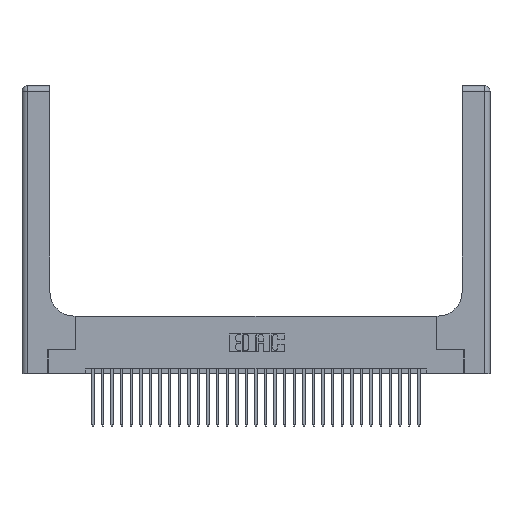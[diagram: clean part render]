
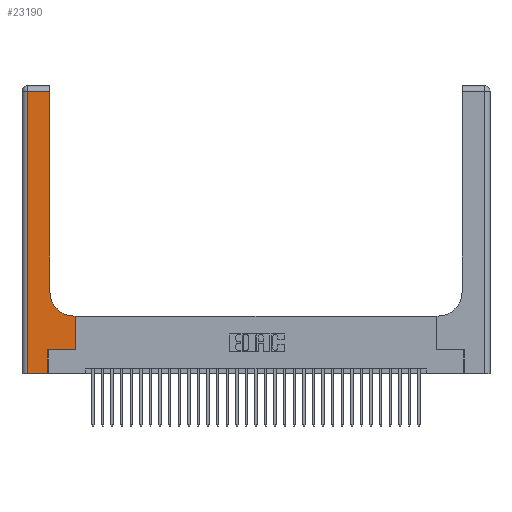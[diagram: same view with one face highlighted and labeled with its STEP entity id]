
A CAD part, top view. The second image highlights one B-rep face of the part: STEP entity #23190.
In plain terms, the highlighted planar face has unit normal (0, 0, 1).
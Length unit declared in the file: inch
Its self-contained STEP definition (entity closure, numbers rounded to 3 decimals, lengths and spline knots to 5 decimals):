
#10 = ORIENTED_EDGE ( 'NONE', *, *, #5347, .T. ) ;
#897 = CARTESIAN_POINT ( 'NONE',  ( 0.269, 0., 0.37 ) ) ;
#1219 = ORIENTED_EDGE ( 'NONE', *, *, #11668, .T. ) ;
#1672 = CARTESIAN_POINT ( 'NONE',  ( 0.2915, 2.94, 0.37 ) ) ;
#2527 = VERTEX_POINT ( 'NONE', #4545 ) ;
#3160 = EDGE_CURVE ( 'NONE', #22126, #2527, #21159, .T. ) ;
#3928 = VECTOR ( 'NONE', #9884, 39.37008 ) ;
#4458 = ORIENTED_EDGE ( 'NONE', *, *, #13692, .T. ) ;
#4545 = CARTESIAN_POINT ( 'NONE',  ( 0.269, 0.25, 0.37 ) ) ;
#4556 = VECTOR ( 'NONE', #17395, 39.37008 ) ;
#4559 = CARTESIAN_POINT ( 'NONE',  ( 0.5415, 0.85, 0.37 ) ) ;
#5347 = EDGE_CURVE ( 'NONE', #9575, #18350, #19760, .T. ) ;
#6230 = DIRECTION ( 'NONE',  ( -1., 0., 0. ) ) ;
#6253 = VECTOR ( 'NONE', #33405, 39.37008 ) ;
#6317 = CARTESIAN_POINT ( 'NONE',  ( 0.06, 3., 0.37 ) ) ;
#6782 = CARTESIAN_POINT ( 'NONE',  ( 0.5415, 0.6, 0.37 ) ) ;
#7013 = DIRECTION ( 'NONE',  ( 0., 1., 0. ) ) ;
#7505 = DIRECTION ( 'NONE',  ( 1., 0., 0. ) ) ;
#7604 = CARTESIAN_POINT ( 'NONE',  ( 0.2915, 0.6, 0.37 ) ) ;
#8205 = VECTOR ( 'NONE', #30123, 39.37008 ) ;
#9568 = ORIENTED_EDGE ( 'NONE', *, *, #17227, .T. ) ;
#9575 = VERTEX_POINT ( 'NONE', #27603 ) ;
#9721 = LINE ( 'NONE', #29305, #16640 ) ;
#9884 = DIRECTION ( 'NONE',  ( 0., -1., 0. ) ) ;
#10065 = CARTESIAN_POINT ( 'NONE',  ( 0., 3., 0.37 ) ) ;
#10339 = LINE ( 'NONE', #21358, #21755 ) ;
#11668 = EDGE_CURVE ( 'NONE', #18350, #22126, #18762, .T. ) ;
#13278 = EDGE_CURVE ( 'NONE', #2527, #25810, #9721, .T. ) ;
#13499 = LINE ( 'NONE', #33623, #6253 ) ;
#13692 = EDGE_CURVE ( 'NONE', #23126, #9575, #10339, .T. ) ;
#14805 = CARTESIAN_POINT ( 'NONE',  ( 0.5585, 0.25, 0.37 ) ) ;
#15758 = VECTOR ( 'NONE', #28068, 39.37008 ) ;
#16640 = VECTOR ( 'NONE', #26827, 39.37008 ) ;
#16941 = CARTESIAN_POINT ( 'NONE',  ( 0.269, 0., 0.37 ) ) ;
#17227 = EDGE_CURVE ( 'NONE', #18949, #23126, #13499, .T. ) ;
#17388 = LINE ( 'NONE', #7604, #15758 ) ;
#17395 = DIRECTION ( 'NONE',  ( 1., 0., 0. ) ) ;
#17654 = CIRCLE ( 'NONE', #32723, 0.25 ) ;
#17746 = ORIENTED_EDGE ( 'NONE', *, *, #13278, .T. ) ;
#18350 = VERTEX_POINT ( 'NONE', #24852 ) ;
#18379 = ORIENTED_EDGE ( 'NONE', *, *, #3160, .T. ) ;
#18762 = LINE ( 'NONE', #19938, #4556 ) ;
#18858 = ORIENTED_EDGE ( 'NONE', *, *, #31923, .T. ) ;
#18949 = VERTEX_POINT ( 'NONE', #27035 ) ;
#19760 = LINE ( 'NONE', #6317, #3928 ) ;
#19938 = CARTESIAN_POINT ( 'NONE',  ( 0., 0., 0.37 ) ) ;
#21159 = LINE ( 'NONE', #897, #33286 ) ;
#21358 = CARTESIAN_POINT ( 'NONE',  ( 0., 2.94, 0.37 ) ) ;
#21755 = VECTOR ( 'NONE', #6230, 39.37008 ) ;
#22126 = VERTEX_POINT ( 'NONE', #16941 ) ;
#22726 = DIRECTION ( 'NONE',  ( 0., 0., -1. ) ) ;
#22867 = VERTEX_POINT ( 'NONE', #6782 ) ;
#23126 = VERTEX_POINT ( 'NONE', #1672 ) ;
#23127 = DIRECTION ( 'NONE',  ( 0., 0., -1. ) ) ;
#23190 = ADVANCED_FACE ( 'NONE', ( #31265 ), #25447, .F. ) ;
#24852 = CARTESIAN_POINT ( 'NONE',  ( 0.06, 0., 0.37 ) ) ;
#25447 = PLANE ( 'NONE',  #29682 ) ;
#25491 = ORIENTED_EDGE ( 'NONE', *, *, #26612, .T. ) ;
#25810 = VERTEX_POINT ( 'NONE', #26313 ) ;
#26313 = CARTESIAN_POINT ( 'NONE',  ( 0.5585, 0.25, 0.37 ) ) ;
#26612 = EDGE_CURVE ( 'NONE', #22867, #18949, #17654, .T. ) ;
#26827 = DIRECTION ( 'NONE',  ( 1., 0., 0. ) ) ;
#27035 = CARTESIAN_POINT ( 'NONE',  ( 0.2915, 0.85, 0.37 ) ) ;
#27603 = CARTESIAN_POINT ( 'NONE',  ( 0.06, 2.94, 0.37 ) ) ;
#28052 = DIRECTION ( 'NONE',  ( -1., 0., 0. ) ) ;
#28068 = DIRECTION ( 'NONE',  ( -1., 0., 0. ) ) ;
#28931 = LINE ( 'NONE', #14805, #8205 ) ;
#29180 = EDGE_CURVE ( 'NONE', #25810, #29349, #28931, .T. ) ;
#29305 = CARTESIAN_POINT ( 'NONE',  ( 0.269, 0.25, 0.37 ) ) ;
#29349 = VERTEX_POINT ( 'NONE', #33479 ) ;
#29682 = AXIS2_PLACEMENT_3D ( 'NONE', #10065, #23127, #28052 ) ;
#30123 = DIRECTION ( 'NONE',  ( 0., 1., 0. ) ) ;
#30136 = ORIENTED_EDGE ( 'NONE', *, *, #29180, .T. ) ;
#31265 = FACE_OUTER_BOUND ( 'NONE', #32395, .T. ) ;
#31923 = EDGE_CURVE ( 'NONE', #29349, #22867, #17388, .T. ) ;
#32395 = EDGE_LOOP ( 'NONE', ( #9568, #4458, #10, #1219, #18379, #17746, #30136, #18858, #25491 ) ) ;
#32723 = AXIS2_PLACEMENT_3D ( 'NONE', #4559, #22726, #7505 ) ;
#33286 = VECTOR ( 'NONE', #7013, 39.37008 ) ;
#33405 = DIRECTION ( 'NONE',  ( 0., 1., 0. ) ) ;
#33479 = CARTESIAN_POINT ( 'NONE',  ( 0.5585, 0.6, 0.37 ) ) ;
#33623 = CARTESIAN_POINT ( 'NONE',  ( 0.2915, 3., 0.37 ) ) ;
